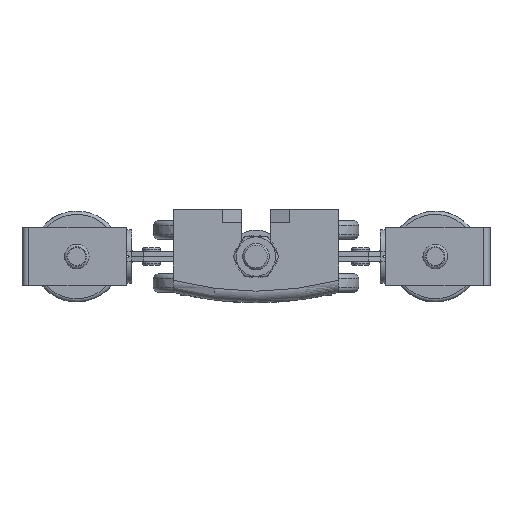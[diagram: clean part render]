
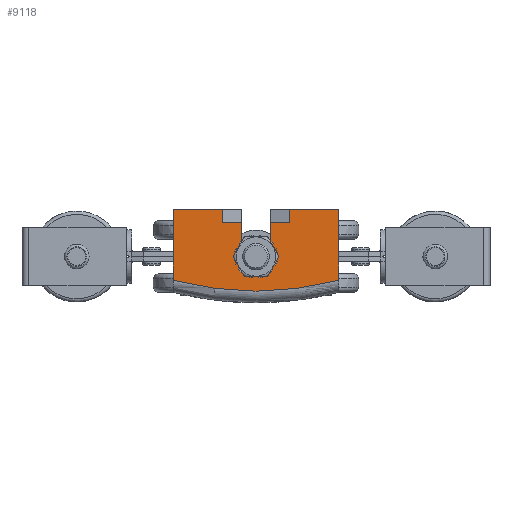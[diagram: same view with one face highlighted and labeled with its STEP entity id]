
A CAD part, left-side view. The second image highlights one B-rep face of the part: STEP entity #9118.
In plain terms, the highlighted face is planar.
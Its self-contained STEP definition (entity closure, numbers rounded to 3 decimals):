
#826=CIRCLE('',#9877,8.5);
#827=CIRCLE('',#9878,193.);
#1349=FACE_OUTER_BOUND('',#1934,.T.);
#1934=EDGE_LOOP('',(#7436,#7437,#7438,#7439,#7440,#7441,#7442,#7443,#7444,
#7445,#7446,#7447));
#2763=LINE('',#15087,#3544);
#2770=LINE('',#15100,#3551);
#2774=LINE('',#15109,#3555);
#2775=LINE('',#15112,#3556);
#2781=LINE('',#15124,#3562);
#2785=LINE('',#15132,#3566);
#2786=LINE('',#15135,#3567);
#2787=LINE('',#15137,#3568);
#2788=LINE('',#15139,#3569);
#2789=LINE('',#15142,#3570);
#3544=VECTOR('',#11631,10.);
#3551=VECTOR('',#11642,10.);
#3555=VECTOR('',#11648,10.);
#3556=VECTOR('',#11651,10.);
#3562=VECTOR('',#11661,10.);
#3566=VECTOR('',#11667,10.);
#3567=VECTOR('',#11670,10.);
#3568=VECTOR('',#11671,10.);
#3569=VECTOR('',#11672,10.);
#3570=VECTOR('',#11675,10.);
#4302=VERTEX_POINT('',#15084);
#4303=VERTEX_POINT('',#15086);
#4307=VERTEX_POINT('',#15098);
#4308=VERTEX_POINT('',#15102);
#4311=VERTEX_POINT('',#15107);
#4312=VERTEX_POINT('',#15111);
#4316=VERTEX_POINT('',#15123);
#4319=VERTEX_POINT('',#15131);
#4320=VERTEX_POINT('',#15133);
#4321=VERTEX_POINT('',#15136);
#4322=VERTEX_POINT('',#15138);
#4323=VERTEX_POINT('',#15140);
#5420=EDGE_CURVE('',#4303,#4302,#2763,.T.);
#5427=EDGE_CURVE('',#4302,#4307,#2770,.T.);
#5431=EDGE_CURVE('',#4308,#4311,#2774,.T.);
#5432=EDGE_CURVE('',#4312,#4308,#2775,.T.);
#5438=EDGE_CURVE('',#4316,#4303,#2781,.T.);
#5442=EDGE_CURVE('',#4307,#4319,#2785,.T.);
#5443=EDGE_CURVE('',#4319,#4320,#826,.T.);
#5444=EDGE_CURVE('',#4320,#4312,#2786,.T.);
#5445=EDGE_CURVE('',#4311,#4321,#2787,.T.);
#5446=EDGE_CURVE('',#4322,#4321,#2788,.T.);
#5447=EDGE_CURVE('',#4323,#4322,#827,.T.);
#5448=EDGE_CURVE('',#4323,#4316,#2789,.T.);
#7436=ORIENTED_EDGE('',*,*,#5420,.T.);
#7437=ORIENTED_EDGE('',*,*,#5427,.T.);
#7438=ORIENTED_EDGE('',*,*,#5442,.T.);
#7439=ORIENTED_EDGE('',*,*,#5443,.T.);
#7440=ORIENTED_EDGE('',*,*,#5444,.T.);
#7441=ORIENTED_EDGE('',*,*,#5432,.T.);
#7442=ORIENTED_EDGE('',*,*,#5431,.T.);
#7443=ORIENTED_EDGE('',*,*,#5445,.T.);
#7444=ORIENTED_EDGE('',*,*,#5446,.F.);
#7445=ORIENTED_EDGE('',*,*,#5447,.F.);
#7446=ORIENTED_EDGE('',*,*,#5448,.T.);
#7447=ORIENTED_EDGE('',*,*,#5438,.T.);
#8714=PLANE('',#9876);
#9118=ADVANCED_FACE('',(#1349),#8714,.T.);
#9876=AXIS2_PLACEMENT_3D('',#15130,#11665,#11666);
#9877=AXIS2_PLACEMENT_3D('',#15134,#11668,#11669);
#9878=AXIS2_PLACEMENT_3D('',#15141,#11673,#11674);
#11631=DIRECTION('',(0.,0.,-1.));
#11642=DIRECTION('',(-1.,0.,0.));
#11648=DIRECTION('',(0.,0.,1.));
#11651=DIRECTION('',(-1.,0.,0.));
#11661=DIRECTION('',(-1.,0.,0.));
#11665=DIRECTION('center_axis',(0.,-1.,0.));
#11666=DIRECTION('ref_axis',(0.,0.,-1.));
#11667=DIRECTION('',(0.,0.,-1.));
#11668=DIRECTION('center_axis',(0.,1.,0.));
#11669=DIRECTION('ref_axis',(-1.,0.,0.));
#11670=DIRECTION('',(0.,0.,1.));
#11671=DIRECTION('',(-1.,0.,0.));
#11672=DIRECTION('',(0.,0.,1.));
#11673=DIRECTION('center_axis',(0.,1.,0.));
#11674=DIRECTION('ref_axis',(0.,0.,
-1.));
#11675=DIRECTION('',(0.,0.,1.));
#15084=CARTESIAN_POINT('',(70.404,0.,42.));
#15086=CARTESIAN_POINT('',(70.404,0.,50.));
#15087=CARTESIAN_POINT('',(70.404,0.,25.));
#15098=CARTESIAN_POINT('',(58.5,0.,42.));
#15100=CARTESIAN_POINT('',(81.875,0.,42.));
#15102=CARTESIAN_POINT('',(29.596,0.,42.));
#15107=CARTESIAN_POINT('',(29.596,0.,50.));
#15109=CARTESIAN_POINT('',(29.596,0.,25.));
#15111=CARTESIAN_POINT('',(41.5,0.,42.));
#15112=CARTESIAN_POINT('',(68.125,0.,42.));
#15123=CARTESIAN_POINT('',(100.,0.,50.));
#15124=CARTESIAN_POINT('',(0.,0.,50.));
#15130=CARTESIAN_POINT('Origin',(100.,0.,0.));
#15131=CARTESIAN_POINT('',(58.5,0.,20.));
#15132=CARTESIAN_POINT('',(58.5,0.,10.));
#15133=CARTESIAN_POINT('',(41.5,0.,20.));
#15134=CARTESIAN_POINT('Origin',(50.,0.,20.));
#15135=CARTESIAN_POINT('',(41.5,0.,25.));
#15136=CARTESIAN_POINT('',(0.,0.,50.));
#15137=CARTESIAN_POINT('',(0.,0.,50.));
#15138=CARTESIAN_POINT('',(0.,0.,7.238));
#15139=CARTESIAN_POINT('',(0.,0.,0.));
#15140=CARTESIAN_POINT('',(100.,0.,7.238));
#15141=CARTESIAN_POINT('Origin',(50.,0.,193.649));
#15142=CARTESIAN_POINT('',(100.,0.,0.));
